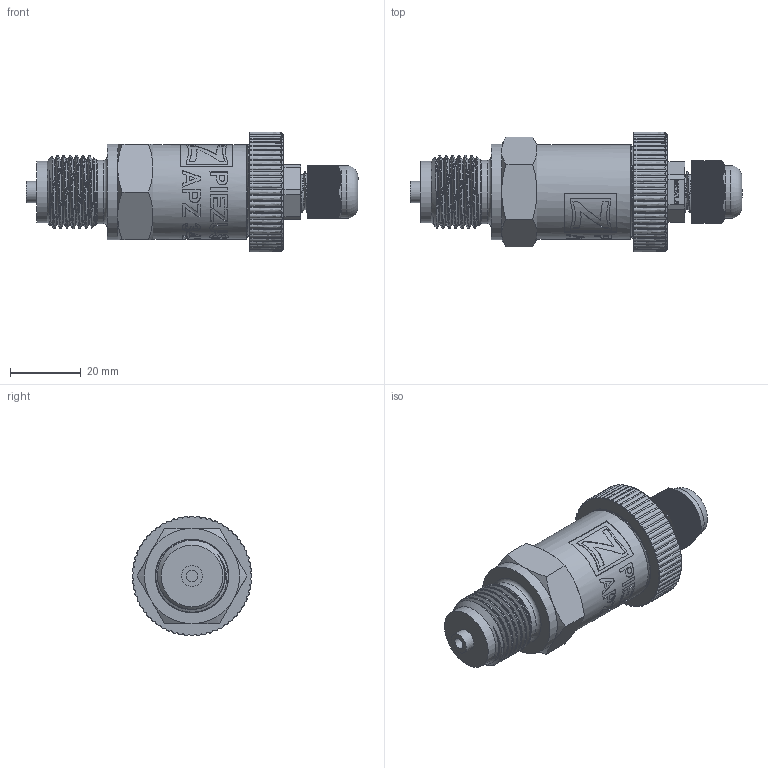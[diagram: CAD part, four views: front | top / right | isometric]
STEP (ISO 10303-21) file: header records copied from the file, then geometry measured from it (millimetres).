
FILE_DESCRIPTION(/* description */ (''),/* implementation_level */ '2;1');
FILE_NAME(/* name */ 'APZ3421_G1''2EN_CableGland.step',/* time_stamp */ '2021-06-23T11:42:04+03:00',/* author */ (''),/* organization */ (''),/* preprocessor_version */ 'ST-DEVELOPER v18.1',/* originating_system */ 'Autodesk Translation Framework v10.9.0.1377',/* authorisation */ '');
FILE_SCHEMA (('AUTOMOTIVE_DESIGN { 1 0 10303 214 3 1 1 }'));
Products named in the file (8): APZ3421_G1'2EN_CableGland; G1/2 EN; OMAL nut M27x1.5 v8; Ш100.000.001 v3; M12x1.5 Cable gland v3; Cable gland; Rubber gasket; M12 Domed nut
Assembly tree (7 placements, depth 3):
  APZ3421_G1'2EN_CableGland
    G1/2 EN
    OMAL nut M27x1.5 v8
    Ш100.000.001 v3
    M12x1.5 Cable gland v3
      Cable gland
      Rubber gasket
      M12 Domed nut
Bounding box: 94.16 x 34 x 34 mm (x, y, z)
Volume: 39851.6 mm3; surface area: 17009.1 mm2
Topology: 6 solids, 6 shells, 2658 faces, 7759 edges, 5157 vertices
Faces by surface type: plane 1477, cylinder 765, bspline 388, cone 24, torus 3, sphere 1
Full cylindrical faces by diameter (mm): 1 x6, 3.3 x1, 6 x1, 7.5 x1, 8 x1, 9.976 x5, 10 x6, 10.376 x4, 10.526 x1, 11.6 x4, 12 x5, 12.6 x1, 15 x1, 17 x1, 17.5 x1, 18 x1, 18.631 x7, 21.4 x2, 22.4 x1, 24.5 x1, 25.132 x4, 25.526 x4, 26.85 x4, 27 x1, 27.208 x5
Entity records: 125213 total; most frequent: CARTESIAN_POINT 56809, ORIENTED_EDGE 15518, DIRECTION 12715, EDGE_CURVE 7759, VERTEX_POINT 5157, LINE 4441, VECTOR 4441, AXIS2_PLACEMENT_3D 4137
